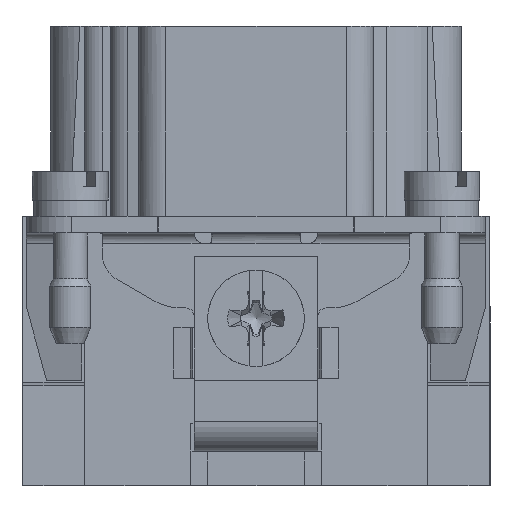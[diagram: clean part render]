
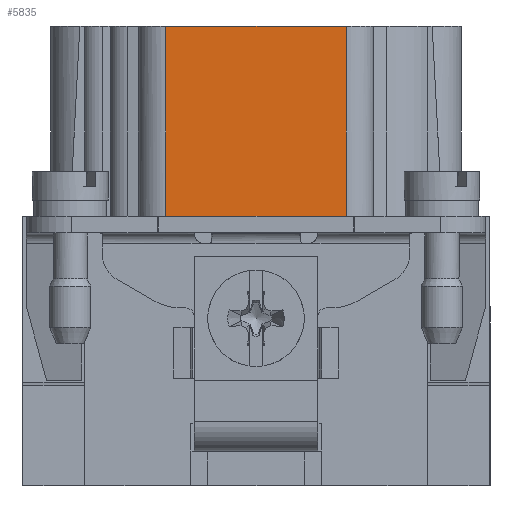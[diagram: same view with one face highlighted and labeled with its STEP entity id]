
A CAD part, left-side view. The second image highlights one B-rep face of the part: STEP entity #5835.
In plain terms, the highlighted planar face has unit normal (-1, 0, 0).
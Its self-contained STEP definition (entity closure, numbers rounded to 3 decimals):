
#4696=FACE_OUTER_BOUND('',#8559,.T.);
#5835=ADVANCED_FACE('',(#4696),#6809,.F.);
#6809=PLANE('',#28034);
#8559=EDGE_LOOP('',(#13642,#13643,#13644,#13645));
#13642=ORIENTED_EDGE('',*,*,#19835,.T.);
#13643=ORIENTED_EDGE('',*,*,#19779,.T.);
#13644=ORIENTED_EDGE('',*,*,#19836,.F.);
#13645=ORIENTED_EDGE('',*,*,#19777,.T.);
#16916=VERTEX_POINT('',#42110);
#16917=VERTEX_POINT('',#42113);
#16918=VERTEX_POINT('',#42117);
#16920=VERTEX_POINT('',#42120);
#19777=EDGE_CURVE('',#16916,#16917,#23213,.T.);
#19779=EDGE_CURVE('',#16920,#16918,#23214,.T.);
#19835=EDGE_CURVE('',#16917,#16920,#23265,.T.);
#19836=EDGE_CURVE('',#16916,#16918,#23266,.T.);
#23213=LINE('',#42114,#25534);
#23214=LINE('',#42119,#25535);
#23265=LINE('',#42223,#25586);
#23266=LINE('',#42224,#25587);
#25534=VECTOR('',#32854,1.);
#25535=VECTOR('',#32859,1.);
#25586=VECTOR('',#32960,1.);
#25587=VECTOR('',#32961,1.);
#28034=AXIS2_PLACEMENT_3D('',#42225,#32962,#32963);
#32854=DIRECTION('',(0.,0.,-1.));
#32859=DIRECTION('',(0.,0.,1.));
#32960=DIRECTION('',(0.,-1.,0.));
#32961=DIRECTION('',(0.,-1.,0.));
#32962=DIRECTION('',(1.,0.,0.));
#32963=DIRECTION('',(0.,0.,-1.));
#42110=CARTESIAN_POINT('',(-42.175,6.55,15.));
#42113=CARTESIAN_POINT('',(-42.175,6.55,1.2));
#42114=CARTESIAN_POINT('',(-42.175,6.55,15.));
#42117=CARTESIAN_POINT('',(-42.175,-6.55,15.));
#42119=CARTESIAN_POINT('',(-42.175,-6.55,15.));
#42120=CARTESIAN_POINT('',(-42.175,-6.55,1.2));
#42223=CARTESIAN_POINT('',(-42.175,8.55,1.2));
#42224=CARTESIAN_POINT('',(-42.175,8.55,15.));
#42225=CARTESIAN_POINT('',(-42.175,8.55,15.));
